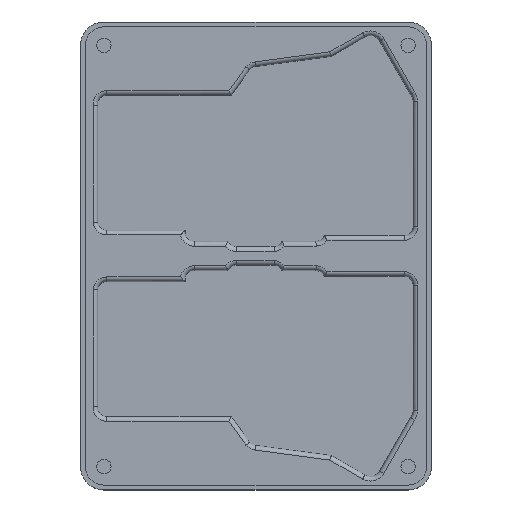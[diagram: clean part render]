
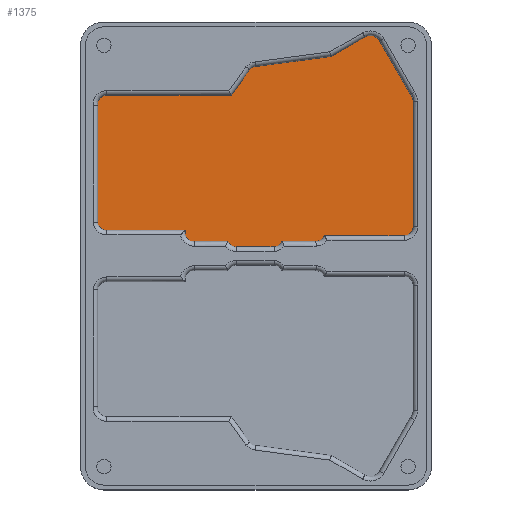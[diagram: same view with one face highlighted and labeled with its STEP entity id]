
A CAD part, top view. The second image highlights one B-rep face of the part: STEP entity #1375.
In plain terms, the highlighted planar face has unit normal (0, 0, 1).
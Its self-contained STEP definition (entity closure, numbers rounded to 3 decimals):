
#552=CARTESIAN_POINT('',(142.174,112.456,1.5));
#553=VERTEX_POINT('',#552);
#562=CARTESIAN_POINT('',(138.339,108.728,1.5));
#563=VERTEX_POINT('',#562);
#564=CARTESIAN_POINT('',(138.287,112.618,1.5));
#565=DIRECTION('',(0.,0.,-1.));
#566=DIRECTION('',(1.,0.,0.));
#567=AXIS2_PLACEMENT_3D('',#564,#565,#566);
#568=CIRCLE('',#567,3.89);
#569=EDGE_CURVE('',#553,#563,#568,.T.);
#595=CARTESIAN_POINT('',(104.152,108.728,1.5));
#596=VERTEX_POINT('',#595);
#597=CARTESIAN_POINT('',(138.339,108.728,1.5));
#598=DIRECTION('',(-1.,0.,0.));
#599=VECTOR('',#598,34.187);
#600=LINE('',#597,#599);
#601=EDGE_CURVE('',#563,#596,#600,.T.);
#626=CARTESIAN_POINT('',(100.632,106.214,1.5));
#627=VERTEX_POINT('',#626);
#628=CARTESIAN_POINT('',(100.5,110.119,1.5));
#629=DIRECTION('',(0.,0.,-1.));
#630=DIRECTION('',(1.,0.,0.));
#631=AXIS2_PLACEMENT_3D('',#628,#629,#630);
#632=CIRCLE('',#631,3.908);
#633=EDGE_CURVE('',#596,#627,#632,.T.);
#659=CARTESIAN_POINT('',(86.042,106.214,1.5));
#660=VERTEX_POINT('',#659);
#661=CARTESIAN_POINT('',(86.042,106.214,1.5));
#662=DIRECTION('',(1.,0.,-0.));
#663=VECTOR('',#662,14.591);
#664=LINE('',#661,#663);
#665=EDGE_CURVE('',#660,#627,#664,.T.);
#690=CARTESIAN_POINT('',(82.731,103.952,1.5));
#691=VERTEX_POINT('',#690);
#692=CARTESIAN_POINT('',(82.447,107.923,1.5));
#693=DIRECTION('',(0.,0.,-1.));
#694=DIRECTION('',(1.,0.,0.));
#695=AXIS2_PLACEMENT_3D('',#692,#693,#694);
#696=CIRCLE('',#695,3.98);
#697=EDGE_CURVE('',#660,#691,#696,.T.);
#723=CARTESIAN_POINT('',(66.554,103.952,1.5));
#724=VERTEX_POINT('',#723);
#725=CARTESIAN_POINT('',(82.731,103.952,1.5));
#726=DIRECTION('',(-1.,0.,0.));
#727=VECTOR('',#726,16.177);
#728=LINE('',#725,#727);
#729=EDGE_CURVE('',#691,#724,#728,.T.);
#754=CARTESIAN_POINT('',(63.029,106.214,1.5));
#755=VERTEX_POINT('',#754);
#756=CARTESIAN_POINT('',(66.464,107.69,1.5));
#757=DIRECTION('',(0.,0.,-1.));
#758=DIRECTION('',(1.,0.,0.));
#759=AXIS2_PLACEMENT_3D('',#756,#757,#758);
#760=CIRCLE('',#759,3.739);
#761=EDGE_CURVE('',#724,#755,#760,.T.);
#787=CARTESIAN_POINT('',(48.577,106.214,1.5));
#788=VERTEX_POINT('',#787);
#789=CARTESIAN_POINT('',(63.029,106.214,1.5));
#790=DIRECTION('',(-1.,0.,0.));
#791=VECTOR('',#790,14.452);
#792=LINE('',#789,#791);
#793=EDGE_CURVE('',#755,#788,#792,.T.);
#818=CARTESIAN_POINT('',(44.711,110.057,1.5));
#819=VERTEX_POINT('',#818);
#820=CARTESIAN_POINT('',(48.375,109.877,1.5));
#821=DIRECTION('',(0.,0.,-1.));
#822=DIRECTION('',(1.,0.,0.));
#823=AXIS2_PLACEMENT_3D('',#820,#821,#822);
#824=CIRCLE('',#823,3.668);
#825=EDGE_CURVE('',#788,#819,#824,.T.);
#872=CARTESIAN_POINT('',(44.711,110.978,1.5));
#873=VERTEX_POINT('',#872);
#874=CARTESIAN_POINT('',(44.711,110.057,1.5));
#875=DIRECTION('',(0.,1.,0.));
#876=VECTOR('',#875,0.921);
#877=LINE('',#874,#876);
#878=EDGE_CURVE('',#819,#873,#877,.T.);
#904=CARTESIAN_POINT('',(11.228,110.978,1.5));
#905=VERTEX_POINT('',#904);
#906=CARTESIAN_POINT('',(44.711,110.978,1.5));
#907=DIRECTION('',(-1.,0.,0.));
#908=VECTOR('',#907,33.483);
#909=LINE('',#906,#908);
#910=EDGE_CURVE('',#873,#905,#909,.T.);
#935=CARTESIAN_POINT('',(7.353,114.466,1.5));
#936=VERTEX_POINT('',#935);
#937=CARTESIAN_POINT('',(11.035,114.66,1.5));
#938=DIRECTION('',(0.,0.,-1.));
#939=DIRECTION('',(1.,0.,0.));
#940=AXIS2_PLACEMENT_3D('',#937,#938,#939);
#941=CIRCLE('',#940,3.687);
#942=EDGE_CURVE('',#905,#936,#941,.T.);
#968=CARTESIAN_POINT('',(7.353,164.417,1.5));
#969=VERTEX_POINT('',#968);
#970=CARTESIAN_POINT('',(7.353,114.466,1.5));
#971=DIRECTION('',(0.,1.,0.));
#972=VECTOR('',#971,49.951);
#973=LINE('',#970,#972);
#974=EDGE_CURVE('',#936,#969,#973,.T.);
#999=CARTESIAN_POINT('',(11.213,168.678,1.5));
#1000=VERTEX_POINT('',#999);
#1001=CARTESIAN_POINT('',(11.123,164.881,1.5));
#1002=DIRECTION('',(0.,0.,-1.));
#1003=DIRECTION('',(1.,0.,0.));
#1004=AXIS2_PLACEMENT_3D('',#1001,#1002,#1003);
#1005=CIRCLE('',#1004,3.798);
#1006=EDGE_CURVE('',#969,#1000,#1005,.T.);
#1032=CARTESIAN_POINT('',(64.39,168.678,1.5));
#1033=VERTEX_POINT('',#1032);
#1034=CARTESIAN_POINT('',(11.213,168.678,1.5));
#1035=DIRECTION('',(1.,0.,-0.));
#1036=VECTOR('',#1035,53.177);
#1037=LINE('',#1034,#1036);
#1038=EDGE_CURVE('',#1000,#1033,#1037,.T.);
#1063=CARTESIAN_POINT('',(72.307,179.589,1.5));
#1064=VERTEX_POINT('',#1063);
#1065=CARTESIAN_POINT('',(64.39,168.678,1.5));
#1066=DIRECTION('',(0.587,0.809,0.));
#1067=VECTOR('',#1066,13.48);
#1068=LINE('',#1065,#1067);
#1069=EDGE_CURVE('',#1033,#1064,#1068,.T.);
#1094=CARTESIAN_POINT('',(74.858,180.969,1.5));
#1095=VERTEX_POINT('',#1094);
#1096=CARTESIAN_POINT('',(75.243,177.211,1.5));
#1097=DIRECTION('',(0.,0.,-1.));
#1098=DIRECTION('',(1.,0.,0.));
#1099=AXIS2_PLACEMENT_3D('',#1096,#1097,#1098);
#1100=CIRCLE('',#1099,3.778);
#1101=EDGE_CURVE('',#1064,#1095,#1100,.T.);
#1127=CARTESIAN_POINT('',(107.172,185.314,1.5));
#1128=VERTEX_POINT('',#1127);
#1129=CARTESIAN_POINT('',(74.858,180.969,1.5));
#1130=DIRECTION('',(0.991,0.133,0.));
#1131=VECTOR('',#1130,32.604);
#1132=LINE('',#1129,#1131);
#1133=EDGE_CURVE('',#1095,#1128,#1132,.T.);
#1158=CARTESIAN_POINT('',(121.544,193.586,1.5));
#1159=VERTEX_POINT('',#1158);
#1160=CARTESIAN_POINT('',(107.172,185.314,1.5));
#1161=DIRECTION('',(0.867,0.499,0.));
#1162=VECTOR('',#1161,16.583);
#1163=LINE('',#1160,#1162);
#1164=EDGE_CURVE('',#1128,#1159,#1163,.T.);
#1189=CARTESIAN_POINT('',(127.888,191.884,1.5));
#1190=VERTEX_POINT('',#1189);
#1191=CARTESIAN_POINT('',(123.837,189.461,1.5));
#1192=DIRECTION('',(0.,0.,-1.));
#1193=DIRECTION('',(1.,0.,0.));
#1194=AXIS2_PLACEMENT_3D('',#1191,#1192,#1193);
#1195=CIRCLE('',#1194,4.72);
#1196=EDGE_CURVE('',#1159,#1190,#1195,.T.);
#1222=CARTESIAN_POINT('',(141.001,169.044,1.5));
#1223=VERTEX_POINT('',#1222);
#1224=CARTESIAN_POINT('',(127.888,191.884,1.5));
#1225=DIRECTION('',(0.498,-0.867,0.));
#1226=VECTOR('',#1225,26.337);
#1227=LINE('',#1224,#1226);
#1228=EDGE_CURVE('',#1190,#1223,#1227,.T.);
#1259=CARTESIAN_POINT('',(142.174,166.033,1.5));
#1260=VERTEX_POINT('',#1259);
#1261=CARTESIAN_POINT('',(141.001,169.044,1.5));
#1262=CARTESIAN_POINT('',(141.347,168.604,1.5));
#1263=CARTESIAN_POINT('',(141.888,167.584,1.5));
#1264=CARTESIAN_POINT('',(142.174,166.574,1.5));
#1265=CARTESIAN_POINT('',(142.174,166.033,1.5));
#1266=B_SPLINE_CURVE_WITH_KNOTS('',3,(#1261,#1262,#1263,#1264,#1265),.UNSPECIFIED.,.F.,.F.,(4,1,4),(0.026,0.513,1.),.UNSPECIFIED.);
#1267=EDGE_CURVE('',#1223,#1260,#1266,.T.);
#1329=CARTESIAN_POINT('',(142.174,166.033,1.5));
#1330=DIRECTION('',(0.,-1.,0.));
#1331=VECTOR('',#1330,53.578);
#1332=LINE('',#1329,#1331);
#1333=EDGE_CURVE('',#1260,#553,#1332,.T.);
#1345=CARTESIAN_POINT('',(0.,200.,1.5));
#1346=DIRECTION('',(0.,0.,1.));
#1347=DIRECTION('',(1.,0.,0.));
#1348=AXIS2_PLACEMENT_3D('',#1345,#1346,#1347);
#1349=PLANE('',#1348);
#1350=ORIENTED_EDGE('',*,*,#569,.F.);
#1351=ORIENTED_EDGE('',*,*,#1333,.F.);
#1352=ORIENTED_EDGE('',*,*,#1267,.F.);
#1353=ORIENTED_EDGE('',*,*,#1228,.F.);
#1354=ORIENTED_EDGE('',*,*,#1196,.F.);
#1355=ORIENTED_EDGE('',*,*,#1164,.F.);
#1356=ORIENTED_EDGE('',*,*,#1133,.F.);
#1357=ORIENTED_EDGE('',*,*,#1101,.F.);
#1358=ORIENTED_EDGE('',*,*,#1069,.F.);
#1359=ORIENTED_EDGE('',*,*,#1038,.F.);
#1360=ORIENTED_EDGE('',*,*,#1006,.F.);
#1361=ORIENTED_EDGE('',*,*,#974,.F.);
#1362=ORIENTED_EDGE('',*,*,#942,.F.);
#1363=ORIENTED_EDGE('',*,*,#910,.F.);
#1364=ORIENTED_EDGE('',*,*,#878,.F.);
#1365=ORIENTED_EDGE('',*,*,#825,.F.);
#1366=ORIENTED_EDGE('',*,*,#793,.F.);
#1367=ORIENTED_EDGE('',*,*,#761,.F.);
#1368=ORIENTED_EDGE('',*,*,#729,.F.);
#1369=ORIENTED_EDGE('',*,*,#697,.F.);
#1370=ORIENTED_EDGE('',*,*,#665,.T.);
#1371=ORIENTED_EDGE('',*,*,#633,.F.);
#1372=ORIENTED_EDGE('',*,*,#601,.F.);
#1373=EDGE_LOOP('',(#1350,#1351,#1352,#1353,#1354,#1355,#1356,#1357,#1358,#1359,#1360,#1361,#1362,#1363,#1364,#1365,#1366,#1367,#1368,#1369,#1370,#1371,#1372));
#1374=FACE_BOUND('',#1373,.T.);
#1375=ADVANCED_FACE('',(#1374),#1349,.T.);
